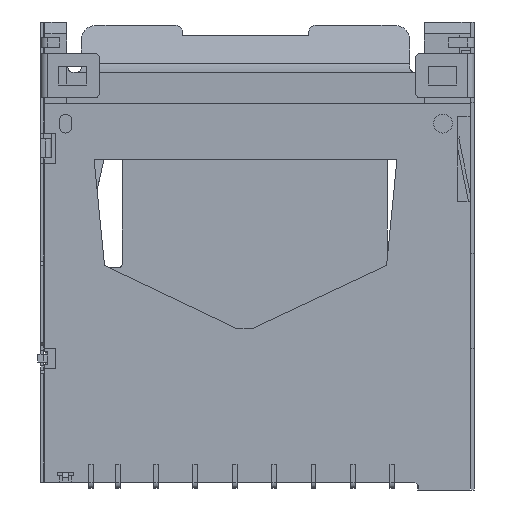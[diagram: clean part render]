
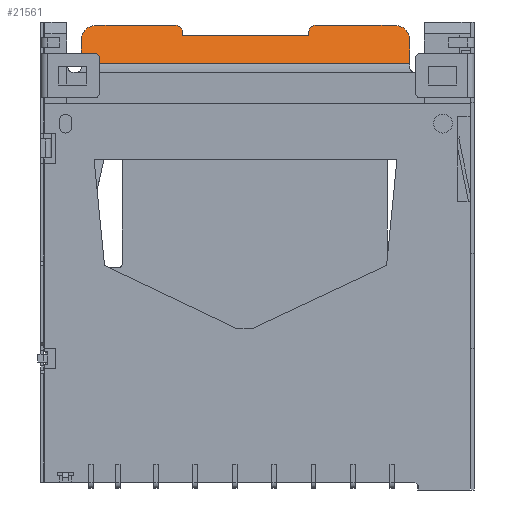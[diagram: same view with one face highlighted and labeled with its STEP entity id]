
A CAD part, front view. The second image highlights one B-rep face of the part: STEP entity #21561.
In plain terms, the highlighted planar face has unit normal (0, -0.938, 0.348).
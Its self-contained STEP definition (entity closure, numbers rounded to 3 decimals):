
#6275=DIRECTION('',(0.,-0.348,-0.938));
#6276=VECTOR('',#6275,1.569);
#6277=CARTESIAN_POINT('',(-11.185,1.792,-1.138));
#6278=LINE('',#6277,#6276);
#6333=CARTESIAN_POINT('',(8.675,1.792,-1.138));
#6334=DIRECTION('',(0.,-0.938,0.348));
#6335=DIRECTION('',(1.,0.,0.));
#6336=AXIS2_PLACEMENT_3D('',#6333,#6334,#6335);
#6338=CARTESIAN_POINT('',(-10.185,1.792,-1.138));
#6339=DIRECTION('',(0.,-0.938,0.348));
#6340=DIRECTION('',(0.,0.348,0.938));
#6341=AXIS2_PLACEMENT_3D('',#6338,#6339,#6340);
#6343=DIRECTION('',(1.,0.,0.));
#6344=VECTOR('',#6343,4.93);
#6345=CARTESIAN_POINT('',(-10.185,2.14,-0.2));
#6346=LINE('',#6345,#6344);
#6347=CARTESIAN_POINT('',(-5.255,1.966,-0.669));
#6348=DIRECTION('',(0.,-0.938,0.348));
#6349=DIRECTION('',(1.,0.,0.));
#6350=AXIS2_PLACEMENT_3D('',#6347,#6348,#6349);
#6352=DIRECTION('',(0.,0.348,0.938));
#6353=VECTOR('',#6352,0.172);
#6354=CARTESIAN_POINT('',(-4.755,1.906,-0.83));
#6355=LINE('',#6354,#6353);
#6356=DIRECTION('',(1.,0.,0.));
#6357=VECTOR('',#6356,8.);
#6358=CARTESIAN_POINT('',(-4.755,1.906,-0.83));
#6359=LINE('',#6358,#6357);
#6360=DIRECTION('',(0.,0.348,0.938));
#6361=VECTOR('',#6360,0.172);
#6362=CARTESIAN_POINT('',(3.245,1.906,-0.83));
#6363=LINE('',#6362,#6361);
#6364=CARTESIAN_POINT('',(3.745,1.966,-0.669));
#6365=DIRECTION('',(0.,-0.938,0.348));
#6366=DIRECTION('',(0.,0.348,0.938));
#6367=AXIS2_PLACEMENT_3D('',#6364,#6365,#6366);
#6369=DIRECTION('',(1.,0.,0.));
#6370=VECTOR('',#6369,4.93);
#6371=CARTESIAN_POINT('',(3.745,2.14,-0.2));
#6372=LINE('',#6371,#6370);
#6395=DIRECTION('',(0.,-0.348,-0.938));
#6396=VECTOR('',#6395,1.569);
#6397=CARTESIAN_POINT('',(9.675,1.792,-1.138));
#6398=LINE('',#6397,#6396);
#6507=DIRECTION('',(1.,0.,0.));
#6508=VECTOR('',#6507,20.86);
#6509=CARTESIAN_POINT('',(-11.185,1.246,-2.609));
#6510=LINE('',#6509,#6508);
#11729=CARTESIAN_POINT('',(-11.185,1.246,-2.609));
#11730=CARTESIAN_POINT('',(9.675,1.246,-2.609));
#11731=VERTEX_POINT('',#11729);
#11732=VERTEX_POINT('',#11730);
#11737=CARTESIAN_POINT('',(-4.755,1.906,-0.83));
#11738=CARTESIAN_POINT('',(3.245,1.906,-0.83));
#11739=VERTEX_POINT('',#11737);
#11740=VERTEX_POINT('',#11738);
#13311=CARTESIAN_POINT('',(9.675,1.792,-1.138));
#13312=CARTESIAN_POINT('',(8.675,2.14,-0.2));
#13313=VERTEX_POINT('',#13311);
#13314=VERTEX_POINT('',#13312);
#13323=CARTESIAN_POINT('',(-10.185,2.14,-0.2));
#13324=VERTEX_POINT('',#13323);
#13325=CARTESIAN_POINT('',(-11.185,1.792,-1.138));
#13326=VERTEX_POINT('',#13325);
#13331=CARTESIAN_POINT('',(3.245,1.966,-0.669));
#13332=VERTEX_POINT('',#13331);
#13333=CARTESIAN_POINT('',(3.745,2.14,-0.2));
#13334=VERTEX_POINT('',#13333);
#13335=CARTESIAN_POINT('',(-4.755,1.966,-0.669));
#13336=CARTESIAN_POINT('',(-5.255,2.14,-0.2));
#13337=VERTEX_POINT('',#13335);
#13338=VERTEX_POINT('',#13336);
#21533=CARTESIAN_POINT('',(-11.185,2.14,-0.2));
#21534=DIRECTION('',(0.,-0.938,0.348));
#21535=DIRECTION('',(0.,-0.348,-0.938));
#21536=AXIS2_PLACEMENT_3D('',#21533,#21534,#21535);
#21537=PLANE('',#21536);
#21538=ORIENTED_EDGE('',*,*,#21523,.F.);
#21540=ORIENTED_EDGE('',*,*,#21539,.T.);
#21542=ORIENTED_EDGE('',*,*,#21541,.F.);
#21543=ORIENTED_EDGE('',*,*,#21463,.F.);
#21544=ORIENTED_EDGE('',*,*,#21483,.F.);
#21546=ORIENTED_EDGE('',*,*,#21545,.T.);
#21548=ORIENTED_EDGE('',*,*,#21547,.F.);
#21550=ORIENTED_EDGE('',*,*,#21549,.F.);
#21552=ORIENTED_EDGE('',*,*,#21551,.T.);
#21554=ORIENTED_EDGE('',*,*,#21553,.T.);
#21556=ORIENTED_EDGE('',*,*,#21555,.F.);
#21558=ORIENTED_EDGE('',*,*,#21557,.T.);
#21559=EDGE_LOOP('',(#21538,#21540,#21542,#21543,#21544,#21546,#21548,#21550,
#21552,#21554,#21556,#21558));
#21560=FACE_OUTER_BOUND('',#21559,.F.);
#6337=CIRCLE('',#6336,1.);
#6342=CIRCLE('',#6341,1.);
#6351=CIRCLE('',#6350,0.5);
#6368=CIRCLE('',#6367,0.5);
#21463=EDGE_CURVE('',#13326,#11731,#6278,.T.);
#21483=EDGE_CURVE('',#13324,#13326,#6342,.T.);
#21523=EDGE_CURVE('',#13313,#13314,#6337,.T.);
#21539=EDGE_CURVE('',#13313,#11732,#6398,.T.);
#21541=EDGE_CURVE('',#11731,#11732,#6510,.T.);
#21545=EDGE_CURVE('',#13324,#13338,#6346,.T.);
#21547=EDGE_CURVE('',#13337,#13338,#6351,.T.);
#21549=EDGE_CURVE('',#11739,#13337,#6355,.T.);
#21551=EDGE_CURVE('',#11739,#11740,#6359,.T.);
#21553=EDGE_CURVE('',#11740,#13332,#6363,.T.);
#21555=EDGE_CURVE('',#13334,#13332,#6368,.T.);
#21557=EDGE_CURVE('',#13334,#13314,#6372,.T.);
#21561=ADVANCED_FACE('',(#21560),#21537,.T.);
